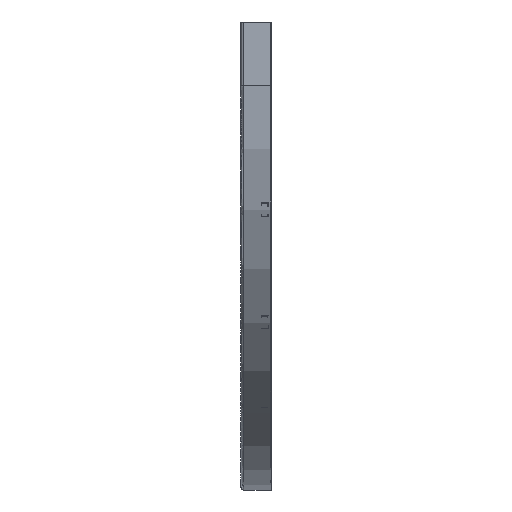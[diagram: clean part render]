
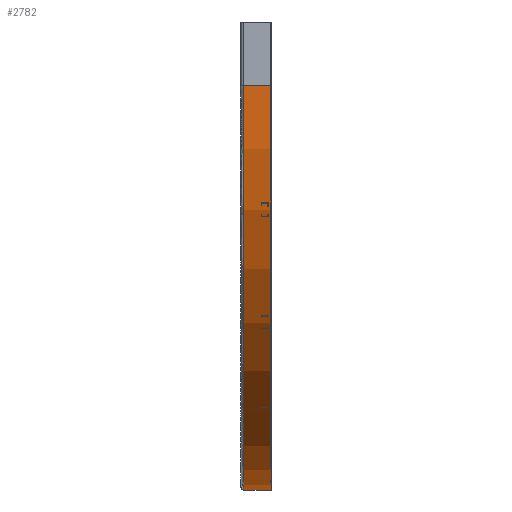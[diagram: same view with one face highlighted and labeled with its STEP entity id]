
A CAD part, left-side view. The second image highlights one B-rep face of the part: STEP entity #2782.
In plain terms, the highlighted cylindrical face has radius 800 mm (diameter 1600 mm), a partial arc.
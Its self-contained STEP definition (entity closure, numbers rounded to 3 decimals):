
#133 = DIRECTION ( 'NONE',  ( 0., 0., 1. ) ) ;
#147 = CARTESIAN_POINT ( 'NONE',  ( -800., 0., -125. ) ) ;
#322 = EDGE_LOOP ( 'NONE', ( #1036, #3552, #3392, #3563 ) ) ;
#381 = DIRECTION ( 'NONE',  ( 0., 1., 0. ) ) ;
#393 = CARTESIAN_POINT ( 'NONE',  ( -800., 54., -925. ) ) ;
#490 = CARTESIAN_POINT ( 'NONE',  ( -800., 0., -925. ) ) ;
#513 = EDGE_CURVE ( 'NONE', #4247, #4072, #2752, .T. ) ;
#867 = AXIS2_PLACEMENT_3D ( 'NONE', #938, #908, #891 ) ;
#891 = DIRECTION ( 'NONE',  ( 0., 0., 1. ) ) ;
#908 = DIRECTION ( 'NONE',  ( 0., 1., 0. ) ) ;
#938 = CARTESIAN_POINT ( 'NONE',  ( -800., 0., -125. ) ) ;
#1036 = ORIENTED_EDGE ( 'NONE', *, *, #5415, .T. ) ;
#1663 = CIRCLE ( 'NONE', #867, 800. ) ;
#2209 = CARTESIAN_POINT ( 'NONE',  ( 0., 54., -125. ) ) ;
#2498 = LINE ( 'NONE', #3363, #3855 ) ;
#2701 = DIRECTION ( 'NONE',  ( 0., 1., 0. ) ) ;
#2752 = LINE ( 'NONE', #2927, #5164 ) ;
#2782 = ADVANCED_FACE ( 'NONE', ( #2970 ), #3947, .T. ) ;
#2788 = DIRECTION ( 'NONE',  ( 0., -1., 0. ) ) ;
#2824 = AXIS2_PLACEMENT_3D ( 'NONE', #147, #381, #133 ) ;
#2927 = CARTESIAN_POINT ( 'NONE',  ( -800., 0., -925. ) ) ;
#2970 = FACE_OUTER_BOUND ( 'NONE', #322, .T. ) ;
#3313 = CIRCLE ( 'NONE', #4103, 800. ) ;
#3363 = CARTESIAN_POINT ( 'NONE',  ( 0., 0., -125. ) ) ;
#3392 = ORIENTED_EDGE ( 'NONE', *, *, #4598, .T. ) ;
#3552 = ORIENTED_EDGE ( 'NONE', *, *, #513, .T. ) ;
#3563 = ORIENTED_EDGE ( 'NONE', *, *, #5644, .T. ) ;
#3816 = VERTEX_POINT ( 'NONE', #2209 ) ;
#3855 = VECTOR ( 'NONE', #2788, 1000. ) ;
#3947 = CYLINDRICAL_SURFACE ( 'NONE', #2824, 800. ) ;
#4072 = VERTEX_POINT ( 'NONE', #393 ) ;
#4103 = AXIS2_PLACEMENT_3D ( 'NONE', #6631, #6626, #6613 ) ;
#4247 = VERTEX_POINT ( 'NONE', #490 ) ;
#4598 = EDGE_CURVE ( 'NONE', #4072, #3816, #3313, .T. ) ;
#5036 = CARTESIAN_POINT ( 'NONE',  ( 0., 0., -125. ) ) ;
#5164 = VECTOR ( 'NONE', #2701, 1000. ) ;
#5415 = EDGE_CURVE ( 'NONE', #7019, #4247, #1663, .T. ) ;
#5644 = EDGE_CURVE ( 'NONE', #3816, #7019, #2498, .T. ) ;
#6613 = DIRECTION ( 'NONE',  ( 0., 0., 1. ) ) ;
#6626 = DIRECTION ( 'NONE',  ( 0., -1., 0. ) ) ;
#6631 = CARTESIAN_POINT ( 'NONE',  ( -800., 54., -125. ) ) ;
#7019 = VERTEX_POINT ( 'NONE', #5036 ) ;
